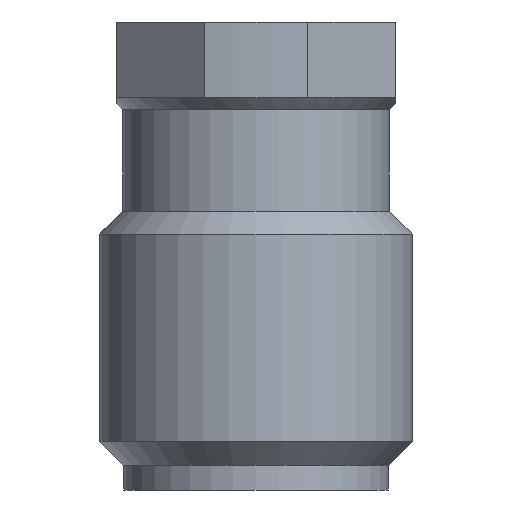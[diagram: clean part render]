
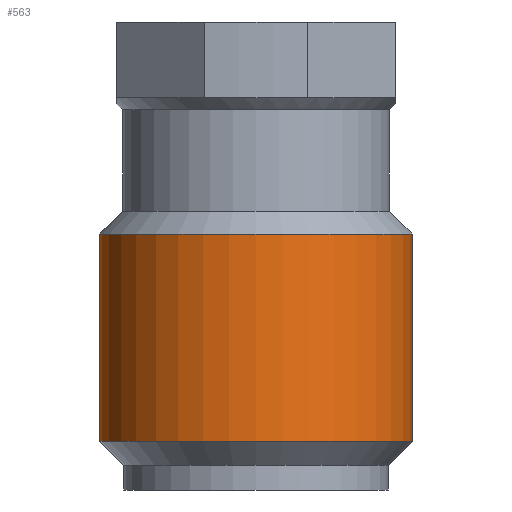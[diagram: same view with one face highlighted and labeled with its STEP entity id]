
A CAD part, front view. The second image highlights one B-rep face of the part: STEP entity #563.
In plain terms, the highlighted cylindrical face has radius 3.165 mm (diameter 6.33 mm), a partial arc.
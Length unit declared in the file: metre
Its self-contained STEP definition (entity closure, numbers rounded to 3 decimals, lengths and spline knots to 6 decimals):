
#5 = ORIENTED_EDGE ( 'NONE', *, *, #597, .T. ) ;
#15 = DIRECTION ( 'NONE',  ( 0., 0., -1. ) ) ;
#134 = EDGE_CURVE ( 'NONE', #1623, #1410, #267, .T. ) ;
#138 = DIRECTION ( 'NONE',  ( 0., 0., -1. ) ) ;
#201 = CARTESIAN_POINT ( 'NONE',  ( 0.003165, 0., -0.00849 ) ) ;
#255 = CARTESIAN_POINT ( 'NONE',  ( -0.003165, 0., -0.00849 ) ) ;
#267 = LINE ( 'NONE', #1420, #662 ) ;
#492 = FACE_OUTER_BOUND ( 'NONE', #1576, .T. ) ;
#563 = ADVANCED_FACE ( 'NONE', ( #492 ), #862, .T. ) ;
#597 = EDGE_CURVE ( 'NONE', #1623, #1253, #1209, .T. ) ;
#620 = CARTESIAN_POINT ( 'NONE',  ( 0., 0., -0.004295 ) ) ;
#647 = DIRECTION ( 'NONE',  ( 0., 0., -1. ) ) ;
#662 = VECTOR ( 'NONE', #647, 1. ) ;
#693 = CARTESIAN_POINT ( 'NONE',  ( -0.003165, 0., -0.00755 ) ) ;
#777 = DIRECTION ( 'NONE',  ( -1., 0., 0. ) ) ;
#795 = AXIS2_PLACEMENT_3D ( 'NONE', #1042, #138, #1195 ) ;
#862 = CYLINDRICAL_SURFACE ( 'NONE', #1029, 0.003165 ) ;
#863 = ORIENTED_EDGE ( 'NONE', *, *, #134, .F. ) ;
#1028 = VECTOR ( 'NONE', #1756, 1. ) ;
#1029 = AXIS2_PLACEMENT_3D ( 'NONE', #1065, #15, #1673 ) ;
#1042 = CARTESIAN_POINT ( 'NONE',  ( 0., 0., -0.00849 ) ) ;
#1065 = CARTESIAN_POINT ( 'NONE',  ( 0., 0., -0.00755 ) ) ;
#1194 = ORIENTED_EDGE ( 'NONE', *, *, #1862, .F. ) ;
#1195 = DIRECTION ( 'NONE',  ( -1., 0., 0. ) ) ;
#1209 = CIRCLE ( 'NONE', #1337, 0.003165 ) ;
#1218 = ORIENTED_EDGE ( 'NONE', *, *, #1528, .T. ) ;
#1253 = VERTEX_POINT ( 'NONE', #1730 ) ;
#1327 = CARTESIAN_POINT ( 'NONE',  ( 0.003165, 0., -0.004295 ) ) ;
#1337 = AXIS2_PLACEMENT_3D ( 'NONE', #620, #1689, #777 ) ;
#1350 = CIRCLE ( 'NONE', #795, 0.003165 ) ;
#1410 = VERTEX_POINT ( 'NONE', #201 ) ;
#1420 = CARTESIAN_POINT ( 'NONE',  ( 0.003165, 0., -0.00755 ) ) ;
#1528 = EDGE_CURVE ( 'NONE', #1253, #1593, #1881, .T. ) ;
#1576 = EDGE_LOOP ( 'NONE', ( #863, #5, #1218, #1194 ) ) ;
#1593 = VERTEX_POINT ( 'NONE', #255 ) ;
#1623 = VERTEX_POINT ( 'NONE', #1327 ) ;
#1673 = DIRECTION ( 'NONE',  ( -1., 0., 0. ) ) ;
#1689 = DIRECTION ( 'NONE',  ( 0., 0., -1. ) ) ;
#1730 = CARTESIAN_POINT ( 'NONE',  ( -0.003165, 0., -0.004295 ) ) ;
#1756 = DIRECTION ( 'NONE',  ( 0., 0., -1. ) ) ;
#1862 = EDGE_CURVE ( 'NONE', #1410, #1593, #1350, .T. ) ;
#1881 = LINE ( 'NONE', #693, #1028 ) ;
